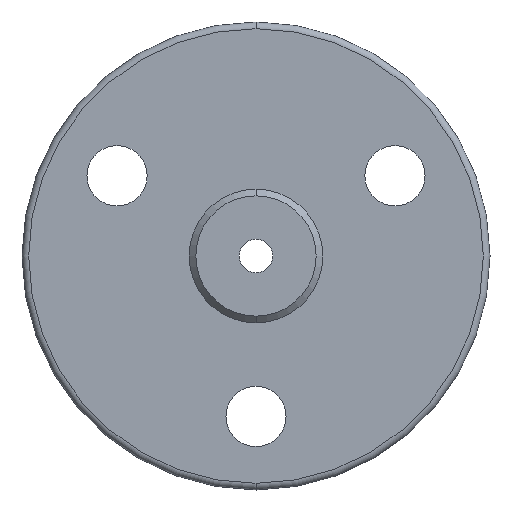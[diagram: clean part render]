
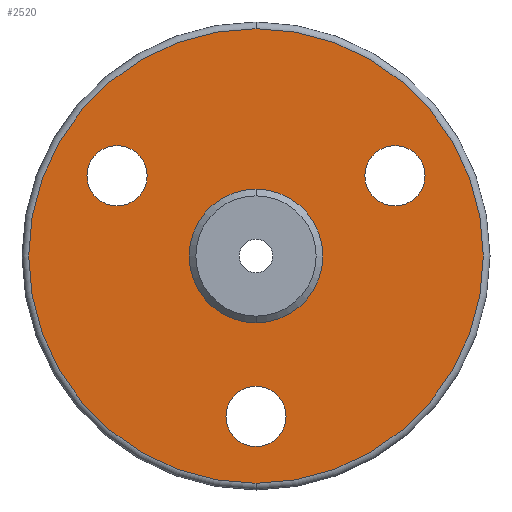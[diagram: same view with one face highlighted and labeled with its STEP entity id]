
A CAD part, front view. The second image highlights one B-rep face of the part: STEP entity #2520.
In plain terms, the highlighted planar face has unit normal (0, -1, 0).
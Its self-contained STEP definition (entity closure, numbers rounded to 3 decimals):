
#45 = CARTESIAN_POINT ( 'NONE',  ( 0., 0., -12. ) ) ;
#73 = VERTEX_POINT ( 'NONE', #1353 ) ;
#83 = EDGE_CURVE ( 'NONE', #1219, #382, #1792, .T. ) ;
#84 = AXIS2_PLACEMENT_3D ( 'NONE', #667, #1456, #2232 ) ;
#130 = AXIS2_PLACEMENT_3D ( 'NONE', #1204, #1983, #198 ) ;
#161 = DIRECTION ( 'NONE',  ( 0.866, 0., -0.5 ) ) ;
#198 = DIRECTION ( 'NONE',  ( 0., 0., 1. ) ) ;
#236 = FACE_BOUND ( 'NONE', #878, .T. ) ;
#240 = VERTEX_POINT ( 'NONE', #1610 ) ;
#273 = CARTESIAN_POINT ( 'NONE',  ( 10.392, 0., 6. ) ) ;
#309 = DIRECTION ( 'NONE',  ( 0., -1., 0. ) ) ;
#310 = CIRCLE ( 'NONE', #1071, 17. ) ;
#338 = DIRECTION ( 'NONE',  ( 0., 0., 1. ) ) ;
#342 = CARTESIAN_POINT ( 'NONE',  ( 0., 0., 0. ) ) ;
#343 = DIRECTION ( 'NONE',  ( 0., 1., 0. ) ) ;
#351 = CIRCLE ( 'NONE', #1822, 4.5 ) ;
#367 = VERTEX_POINT ( 'NONE', #2433 ) ;
#379 = CARTESIAN_POINT ( 'NONE',  ( 0., 0., -14.25 ) ) ;
#380 = ORIENTED_EDGE ( 'NONE', *, *, #972, .T. ) ;
#382 = VERTEX_POINT ( 'NONE', #668 ) ;
#453 = FACE_BOUND ( 'NONE', #1879, .T. ) ;
#463 = EDGE_CURVE ( 'NONE', #382, #1219, #1652, .T. ) ;
#538 = AXIS2_PLACEMENT_3D ( 'NONE', #45, #1393, #1234 ) ;
#540 = AXIS2_PLACEMENT_3D ( 'NONE', #273, #343, #2194 ) ;
#667 = CARTESIAN_POINT ( 'NONE',  ( 0., 0., 0. ) ) ;
#668 = CARTESIAN_POINT ( 'NONE',  ( 12.341, 0., 7.125 ) ) ;
#683 = DIRECTION ( 'NONE',  ( 0., 1., 0. ) ) ;
#692 = CIRCLE ( 'NONE', #2126, 17. ) ;
#761 = CARTESIAN_POINT ( 'NONE',  ( -10.392, 0., 6. ) ) ;
#776 = CARTESIAN_POINT ( 'NONE',  ( 0., 0., -9.75 ) ) ;
#787 = VERTEX_POINT ( 'NONE', #776 ) ;
#791 = CIRCLE ( 'NONE', #2220, 2.25 ) ;
#878 = EDGE_LOOP ( 'NONE', ( #1553, #1862 ) ) ;
#890 = ORIENTED_EDGE ( 'NONE', *, *, #1503, .T. ) ;
#893 = EDGE_LOOP ( 'NONE', ( #1098, #380 ) ) ;
#933 = EDGE_CURVE ( 'NONE', #2378, #787, #1650, .T. ) ;
#943 = CARTESIAN_POINT ( 'NONE',  ( -8.444, 0., 4.875 ) ) ;
#972 = EDGE_CURVE ( 'NONE', #1881, #2271, #791, .T. ) ;
#975 = DIRECTION ( 'NONE',  ( -0.866, 0., -0.5 ) ) ;
#994 = AXIS2_PLACEMENT_3D ( 'NONE', #1153, #1134, #975 ) ;
#1017 = EDGE_CURVE ( 'NONE', #1286, #73, #1358, .T. ) ;
#1031 = ORIENTED_EDGE ( 'NONE', *, *, #1062, .T. ) ;
#1044 = PLANE ( 'NONE',  #84 ) ;
#1053 = DIRECTION ( 'NONE',  ( 0., 0., 1. ) ) ;
#1057 = CIRCLE ( 'NONE', #2494, 2.25 ) ;
#1062 = EDGE_CURVE ( 'NONE', #240, #367, #310, .T. ) ;
#1071 = AXIS2_PLACEMENT_3D ( 'NONE', #2310, #309, #1371 ) ;
#1098 = ORIENTED_EDGE ( 'NONE', *, *, #2393, .T. ) ;
#1134 = DIRECTION ( 'NONE',  ( 0., 1., 0. ) ) ;
#1153 = CARTESIAN_POINT ( 'NONE',  ( 10.392, 0., 6. ) ) ;
#1174 = CARTESIAN_POINT ( 'NONE',  ( -10.392, 0., 6. ) ) ;
#1204 = CARTESIAN_POINT ( 'NONE',  ( 0., 0., -12. ) ) ;
#1219 = VERTEX_POINT ( 'NONE', #2441 ) ;
#1234 = DIRECTION ( 'NONE',  ( 0., 0., 1. ) ) ;
#1245 = FACE_BOUND ( 'NONE', #893, .T. ) ;
#1266 = CIRCLE ( 'NONE', #130, 2.25 ) ;
#1286 = VERTEX_POINT ( 'NONE', #1707 ) ;
#1327 = ORIENTED_EDGE ( 'NONE', *, *, #1913, .F. ) ;
#1329 = CARTESIAN_POINT ( 'NONE',  ( 0., 0., 0. ) ) ;
#1353 = CARTESIAN_POINT ( 'NONE',  ( 0., 0., 4.5 ) ) ;
#1358 = CIRCLE ( 'NONE', #2458, 4.5 ) ;
#1371 = DIRECTION ( 'NONE',  ( 0., 0., 1. ) ) ;
#1393 = DIRECTION ( 'NONE',  ( 0., 1., 0. ) ) ;
#1456 = DIRECTION ( 'NONE',  ( 0., 1., 0. ) ) ;
#1480 = ORIENTED_EDGE ( 'NONE', *, *, #1017, .F. ) ;
#1503 = EDGE_CURVE ( 'NONE', #367, #240, #692, .T. ) ;
#1553 = ORIENTED_EDGE ( 'NONE', *, *, #2456, .T. ) ;
#1578 = ORIENTED_EDGE ( 'NONE', *, *, #83, .T. ) ;
#1610 = CARTESIAN_POINT ( 'NONE',  ( 0., 0., -17. ) ) ;
#1650 = CIRCLE ( 'NONE', #538, 2.25 ) ;
#1652 = CIRCLE ( 'NONE', #540, 2.25 ) ;
#1680 = EDGE_LOOP ( 'NONE', ( #1578, #2460 ) ) ;
#1707 = CARTESIAN_POINT ( 'NONE',  ( 0., 0., -4.5 ) ) ;
#1730 = DIRECTION ( 'NONE',  ( 0.866, 0., -0.5 ) ) ;
#1742 = EDGE_LOOP ( 'NONE', ( #890, #1031 ) ) ;
#1792 = CIRCLE ( 'NONE', #994, 2.25 ) ;
#1822 = AXIS2_PLACEMENT_3D ( 'NONE', #1329, #2113, #338 ) ;
#1852 = CARTESIAN_POINT ( 'NONE',  ( 0., 0., 0. ) ) ;
#1862 = ORIENTED_EDGE ( 'NONE', *, *, #933, .T. ) ;
#1879 = EDGE_LOOP ( 'NONE', ( #1327, #1480 ) ) ;
#1881 = VERTEX_POINT ( 'NONE', #2277 ) ;
#1913 = EDGE_CURVE ( 'NONE', #73, #1286, #351, .T. ) ;
#1953 = DIRECTION ( 'NONE',  ( 0., 1., 0. ) ) ;
#1983 = DIRECTION ( 'NONE',  ( 0., 1., 0. ) ) ;
#2020 = FACE_BOUND ( 'NONE', #1680, .T. ) ;
#2113 = DIRECTION ( 'NONE',  ( 0., -1., 0. ) ) ;
#2126 = AXIS2_PLACEMENT_3D ( 'NONE', #342, #2477, #2191 ) ;
#2191 = DIRECTION ( 'NONE',  ( 0., 0., 1. ) ) ;
#2194 = DIRECTION ( 'NONE',  ( -0.866, 0., -0.5 ) ) ;
#2214 = FACE_OUTER_BOUND ( 'NONE', #1742, .T. ) ;
#2220 = AXIS2_PLACEMENT_3D ( 'NONE', #761, #683, #1730 ) ;
#2232 = DIRECTION ( 'NONE',  ( 0., 0., 1. ) ) ;
#2236 = DIRECTION ( 'NONE',  ( 0., -1., 0. ) ) ;
#2271 = VERTEX_POINT ( 'NONE', #943 ) ;
#2277 = CARTESIAN_POINT ( 'NONE',  ( -12.341, 0., 7.125 ) ) ;
#2310 = CARTESIAN_POINT ( 'NONE',  ( 0., 0., 0. ) ) ;
#2378 = VERTEX_POINT ( 'NONE', #379 ) ;
#2393 = EDGE_CURVE ( 'NONE', #2271, #1881, #1057, .T. ) ;
#2433 = CARTESIAN_POINT ( 'NONE',  ( 0., 0., 17. ) ) ;
#2441 = CARTESIAN_POINT ( 'NONE',  ( 8.444, 0., 4.875 ) ) ;
#2456 = EDGE_CURVE ( 'NONE', #787, #2378, #1266, .T. ) ;
#2458 = AXIS2_PLACEMENT_3D ( 'NONE', #1852, #2236, #1053 ) ;
#2460 = ORIENTED_EDGE ( 'NONE', *, *, #463, .T. ) ;
#2477 = DIRECTION ( 'NONE',  ( 0., -1., 0. ) ) ;
#2494 = AXIS2_PLACEMENT_3D ( 'NONE', #1174, #1953, #161 ) ;
#2520 = ADVANCED_FACE ( 'NONE', ( #2214, #453, #1245, #2020, #236 ), #1044, .F. ) ;
